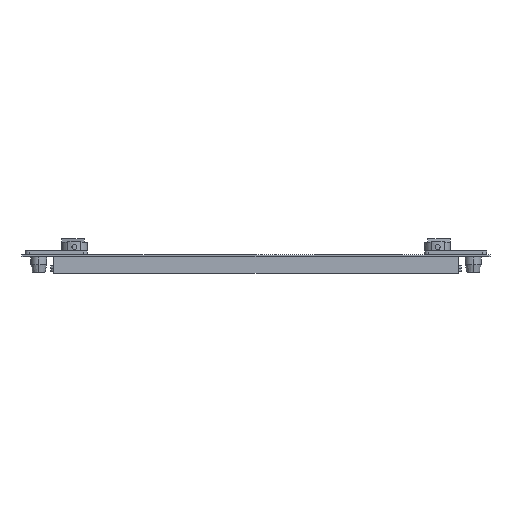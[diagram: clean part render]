
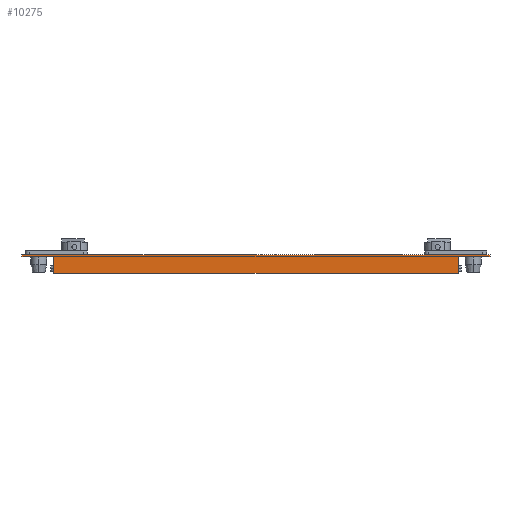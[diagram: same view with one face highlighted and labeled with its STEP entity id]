
A CAD part, front view. The second image highlights one B-rep face of the part: STEP entity #10275.
In plain terms, the highlighted face is planar.
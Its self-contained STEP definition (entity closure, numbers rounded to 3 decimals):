
#8817=DIRECTION('',(-1.,0.,0.));
#8818=VECTOR('',#8817,17.);
#8819=CARTESIAN_POINT('',(125.,175.,0.));
#8820=LINE('',#8819,#8818);
#8838=DIRECTION('',(-1.,0.,0.));
#8839=VECTOR('',#8838,17.);
#8840=CARTESIAN_POINT('',(-108.,175.,0.));
#8841=LINE('',#8840,#8839);
#9089=DIRECTION('',(0.,0.,-1.));
#9090=VECTOR('',#9089,1.);
#9091=CARTESIAN_POINT('',(125.,175.,1.));
#9092=LINE('',#9091,#9090);
#9110=DIRECTION('',(1.,0.,0.));
#9111=VECTOR('',#9110,250.);
#9112=CARTESIAN_POINT('',(-125.,175.,1.));
#9113=LINE('',#9112,#9111);
#9361=DIRECTION('',(0.,0.,-1.));
#9362=VECTOR('',#9361,9.);
#9363=CARTESIAN_POINT('',(-108.,175.,0.));
#9364=LINE('',#9363,#9362);
#9368=DIRECTION('',(1.,0.,0.));
#9369=VECTOR('',#9368,216.);
#9370=CARTESIAN_POINT('',(-108.,175.,-9.));
#9371=LINE('',#9370,#9369);
#9375=DIRECTION('',(0.,0.,-1.));
#9376=VECTOR('',#9375,1.);
#9377=CARTESIAN_POINT('',(-125.,175.,1.));
#9378=LINE('',#9377,#9376);
#9417=DIRECTION('',(0.,0.,-1.));
#9418=VECTOR('',#9417,9.);
#9419=CARTESIAN_POINT('',(108.,175.,0.));
#9420=LINE('',#9419,#9418);
#9809=CARTESIAN_POINT('',(125.,175.,0.));
#9811=VERTEX_POINT('',#9809);
#9813=CARTESIAN_POINT('',(108.,175.,0.));
#9814=VERTEX_POINT('',#9813);
#9819=CARTESIAN_POINT('',(-108.,175.,0.));
#9820=VERTEX_POINT('',#9819);
#9821=CARTESIAN_POINT('',(-125.,175.,0.));
#9822=VERTEX_POINT('',#9821);
#9898=CARTESIAN_POINT('',(125.,175.,1.));
#9900=VERTEX_POINT('',#9898);
#9901=CARTESIAN_POINT('',(-125.,175.,1.));
#9903=VERTEX_POINT('',#9901);
#9969=CARTESIAN_POINT('',(-108.,175.,-9.));
#9970=VERTEX_POINT('',#9969);
#9971=CARTESIAN_POINT('',(108.,175.,-9.));
#9972=VERTEX_POINT('',#9971);
#10257=CARTESIAN_POINT('',(125.,175.,0.));
#10258=DIRECTION('',(0.,1.,0.));
#10259=DIRECTION('',(-1.,0.,0.));
#10260=AXIS2_PLACEMENT_3D('',#10257,#10258,#10259);
#10261=PLANE('',#10260);
#10262=ORIENTED_EDGE('',*,*,#10016,.F.);
#10264=ORIENTED_EDGE('',*,*,#10263,.T.);
#10266=ORIENTED_EDGE('',*,*,#10265,.T.);
#10268=ORIENTED_EDGE('',*,*,#10267,.F.);
#10269=ORIENTED_EDGE('',*,*,#10008,.F.);
#10270=ORIENTED_EDGE('',*,*,#10130,.F.);
#10271=ORIENTED_EDGE('',*,*,#10145,.F.);
#10272=ORIENTED_EDGE('',*,*,#10249,.T.);
#10273=EDGE_LOOP('',(#10262,#10264,#10266,#10268,#10269,#10270,#10271,#10272));
#10274=FACE_OUTER_BOUND('',#10273,.F.);
#10008=EDGE_CURVE('',#9811,#9814,#8820,.T.);
#10016=EDGE_CURVE('',#9820,#9822,#8841,.T.);
#10130=EDGE_CURVE('',#9900,#9811,#9092,.T.);
#10145=EDGE_CURVE('',#9903,#9900,#9113,.T.);
#10249=EDGE_CURVE('',#9903,#9822,#9378,.T.);
#10263=EDGE_CURVE('',#9820,#9970,#9364,.T.);
#10265=EDGE_CURVE('',#9970,#9972,#9371,.T.);
#10267=EDGE_CURVE('',#9814,#9972,#9420,.T.);
#10275=ADVANCED_FACE('',(#10274),#10261,.T.);
